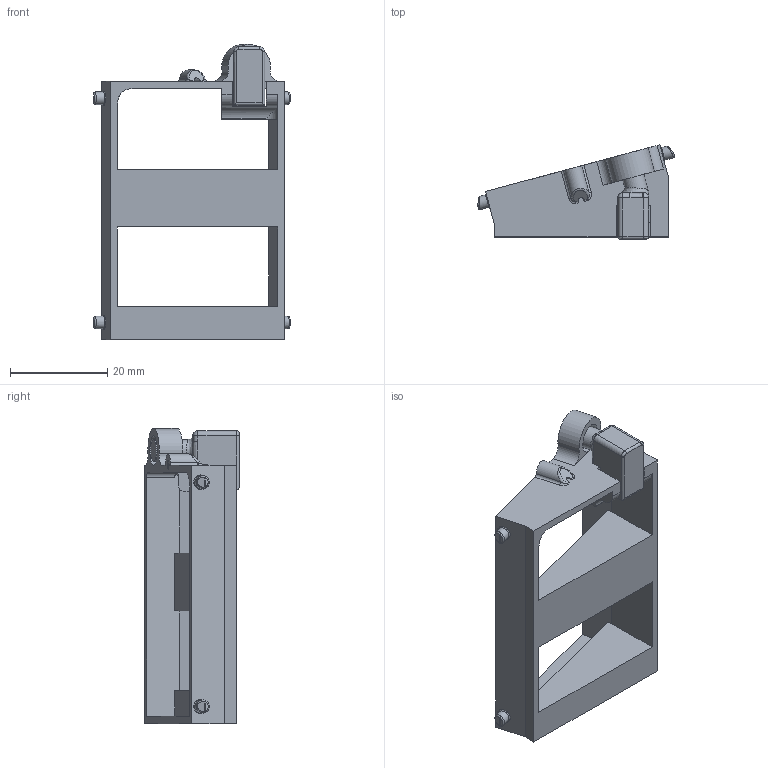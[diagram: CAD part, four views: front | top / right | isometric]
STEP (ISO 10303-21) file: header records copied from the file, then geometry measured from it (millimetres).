
FILE_DESCRIPTION(/* description */ (''),/* implementation_level */ '2;1');
FILE_NAME(/* name */ 'core.step',/* time_stamp */ '2023-11-19T00:17:35+01:00',/* author */ (''),/* organization */ (''),/* preprocessor_version */ 'ST-DEVELOPER v20',/* originating_system */ 'Autodesk Translation Framework v12.14.0.127',/* authorisation */ '');
FILE_SCHEMA (('AUTOMOTIVE_DESIGN { 1 0 10303 214 3 1 1 }'));
Length unit declared in the file: millimetre
Products named in the file (1): core
Bounding box: 40.35 x 19.37 x 60.53 mm (x, y, z)
Volume: 9669.1 mm3; surface area: 7981.6 mm2
Topology: 2 solids, 2 shells, 134 faces, 343 edges, 213 vertices
Faces by surface type: plane 59, cylinder 41, bspline 15, sphere 10, torus 9
Full cylindrical faces by diameter (mm): 1.2 x1, 2.6 x4, 4.5 x1, 6 x1
Entity records: 4889 total; most frequent: CARTESIAN_POINT 1577, DIRECTION 694, ORIENTED_EDGE 686, EDGE_CURVE 343, AXIS2_PLACEMENT_3D 255, VERTEX_POINT 213, LINE 184, VECTOR 184
